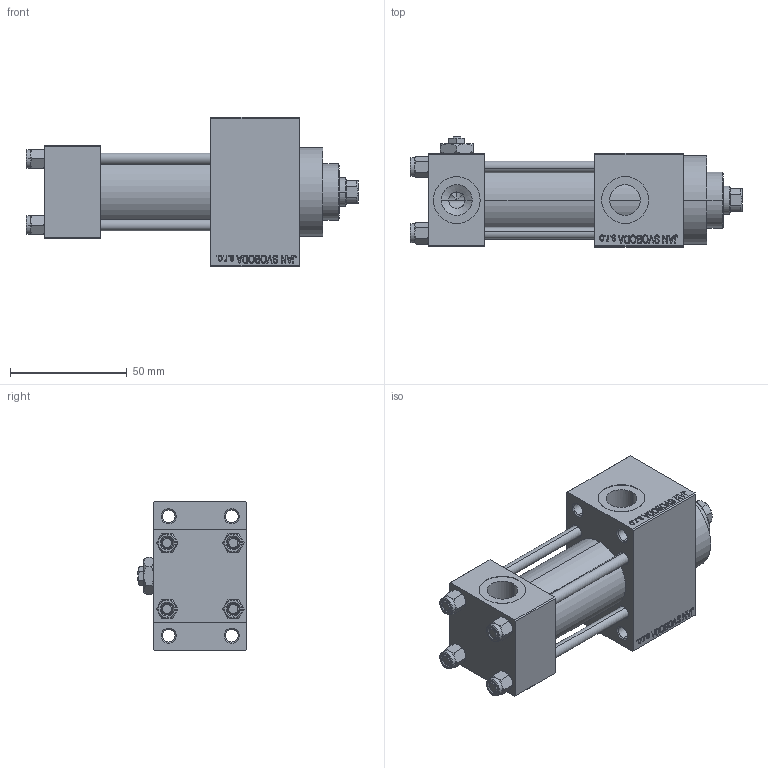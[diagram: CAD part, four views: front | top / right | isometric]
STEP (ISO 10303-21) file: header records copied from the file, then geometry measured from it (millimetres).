
FILE_DESCRIPTION (( 'STEP AP203' ), '1' );
FILE_NAME ('a748.STEP', '2022-06-01T06:26:25', ( '' ), ( '' ), 'SwSTEP 2.0', 'SolidWorks 2019', '' );
FILE_SCHEMA (( 'CONFIG_CONTROL_DESIGN' ));
Length unit declared in the file: millimetre
Products named in the file (7): V215_VC_A 3a894df0f4e73c81f92401fcaf84350d; NUT_M5_D 3a894df0f4e73c81f92401fcaf84350d; Zatka_pro_OIL_PORT 3a894df0f4e73c81f92401fcaf84350d; V215CR_D_TYCINKA 3a894df0f4e73c81f92401fcaf84350d; V215CR_VCP_D 3a894df0f4e73c81f92401fcaf84350d; a748; V215CR_D_Body 3a894df0f4e73c81f92401fcaf84350d
Assembly tree (12 placements, depth 2):
  a748
    V215CR_D_Body 3a894df0f4e73c81f92401fcaf84350d
    V215CR_VCP_D 3a894df0f4e73c81f92401fcaf84350d
    NUT_M5_D 3a894df0f4e73c81f92401fcaf84350d  x4
    V215CR_D_TYCINKA 3a894df0f4e73c81f92401fcaf84350d  x4
    V215_VC_A 3a894df0f4e73c81f92401fcaf84350d
    Zatka_pro_OIL_PORT 3a894df0f4e73c81f92401fcaf84350d
Bounding box: 142 x 47 x 64 mm (x, y, z)
Volume: 172446.6 mm3; surface area: 63242.5 mm2
Topology: 12 solids, 12 shells, 1162 faces, 2877 edges, 1852 vertices
Faces by surface type: plane 521, bspline 368, cone 166, cylinder 99, torus 8
Entity records: 49014 total; most frequent: CARTESIAN_POINT 25563, ORIENTED_EDGE 5246, DIRECTION 3435, EDGE_CURVE 2623, VERTEX_POINT 1708, LINE 1547, VECTOR 1547, EDGE_LOOP 1177
